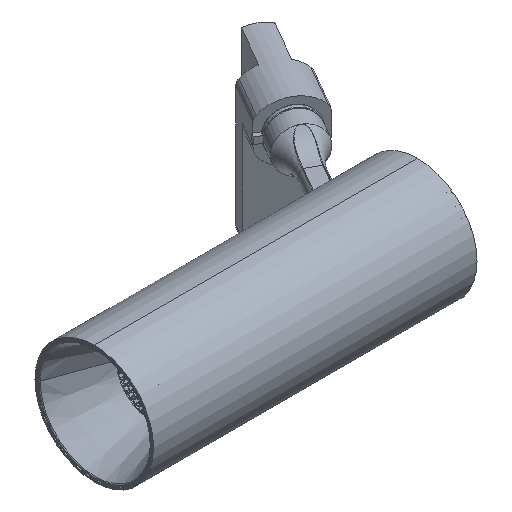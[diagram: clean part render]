
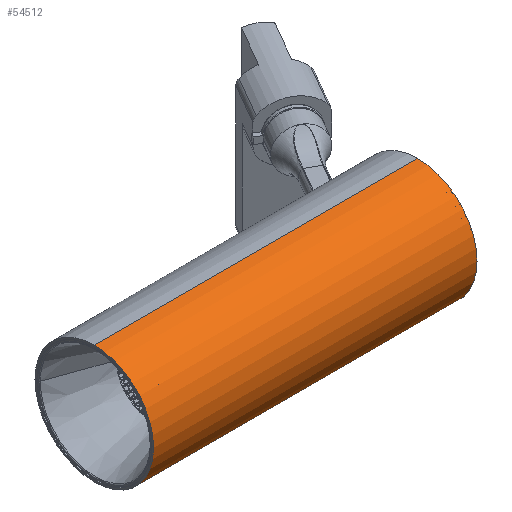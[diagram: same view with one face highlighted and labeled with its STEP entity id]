
A CAD part, isometric view. The second image highlights one B-rep face of the part: STEP entity #54512.
In plain terms, the highlighted cylindrical face has radius 33 mm (diameter 66 mm), a partial arc.
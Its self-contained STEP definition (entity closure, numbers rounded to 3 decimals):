
#37020=DIRECTION('',(1.,0.,0.));
#37021=VECTOR('',#37020,180.);
#37022=CARTESIAN_POINT('',(-10.,0.,-33.));
#37023=LINE('',#37022,#37021);
#37550=CARTESIAN_POINT('',(-10.,0.,0.));
#37551=DIRECTION('',(1.,0.,0.));
#37552=DIRECTION('',(0.,0.,1.));
#37553=AXIS2_PLACEMENT_3D('',#37550,#37551,#37552);
#37565=DIRECTION('',(1.,0.,0.));
#37566=VECTOR('',#37565,180.);
#37567=CARTESIAN_POINT('',(-10.,0.,33.));
#37568=LINE('',#37567,#37566);
#37578=CARTESIAN_POINT('',(170.,0.,0.));
#37579=DIRECTION('',(1.,0.,0.));
#37580=DIRECTION('',(0.,0.,1.));
#37581=AXIS2_PLACEMENT_3D('',#37578,#37579,#37580);
#51189=CARTESIAN_POINT('',(-10.,0.,-33.));
#51190=CARTESIAN_POINT('',(-10.,0.,33.));
#51191=VERTEX_POINT('',#51189);
#51192=VERTEX_POINT('',#51190);
#51193=CARTESIAN_POINT('',(170.,0.,33.));
#51194=CARTESIAN_POINT('',(170.,0.,-33.));
#51195=VERTEX_POINT('',#51193);
#51196=VERTEX_POINT('',#51194);
#54500=CARTESIAN_POINT('',(0.,0.,0.));
#54501=DIRECTION('',(1.,0.,0.));
#54502=DIRECTION('',(0.,0.,-1.));
#54503=AXIS2_PLACEMENT_3D('',#54500,#54501,#54502);
#54504=CYLINDRICAL_SURFACE('',#54503,33.);
#54505=ORIENTED_EDGE('',*,*,#54490,.F.);
#54506=ORIENTED_EDGE('',*,*,#53804,.T.);
#54508=ORIENTED_EDGE('',*,*,#54507,.T.);
#54509=ORIENTED_EDGE('',*,*,#53808,.F.);
#54510=EDGE_LOOP('',(#54505,#54506,#54508,#54509));
#54511=FACE_OUTER_BOUND('',#54510,.F.);
#54512=ADVANCED_FACE('',(#54511),#54504,.T.);
#37554=CIRCLE('',#37553,33.);
#37582=CIRCLE('',#37581,33.);
#53804=EDGE_CURVE('',#51192,#51195,#37568,.T.);
#53808=EDGE_CURVE('',#51191,#51196,#37023,.T.);
#54490=EDGE_CURVE('',#51192,#51191,#37554,.T.);
#54507=EDGE_CURVE('',#51195,#51196,#37582,.T.);
